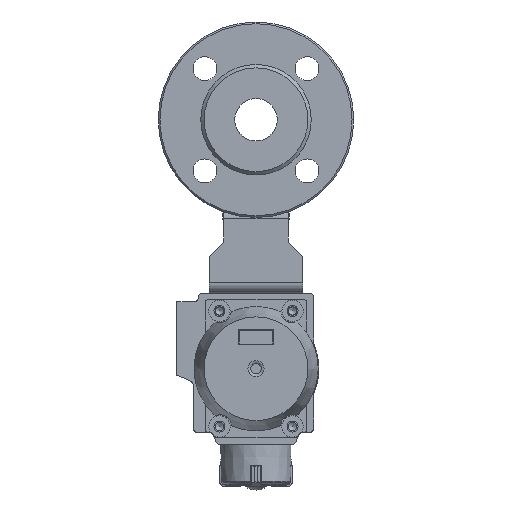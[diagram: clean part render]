
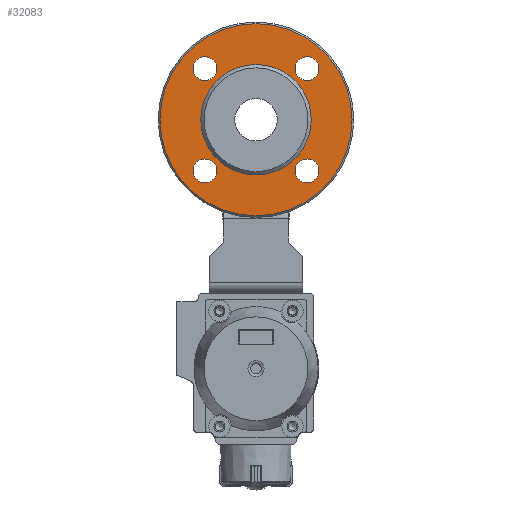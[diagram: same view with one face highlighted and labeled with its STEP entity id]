
A CAD part, front view. The second image highlights one B-rep face of the part: STEP entity #32083.
In plain terms, the highlighted planar face has unit normal (0, -1, 0).
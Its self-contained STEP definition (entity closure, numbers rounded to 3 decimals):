
#1253=CIRCLE('',#36808,56.5);
#1254=CIRCLE('',#36809,7.);
#1255=CIRCLE('',#36810,7.);
#1256=CIRCLE('',#36811,7.);
#1257=CIRCLE('',#36812,7.);
#1258=CIRCLE('',#36813,32.5);
#5847=ORIENTED_EDGE('',*,*,#14941,.T.);
#5848=ORIENTED_EDGE('',*,*,#14942,.F.);
#5849=ORIENTED_EDGE('',*,*,#14943,.F.);
#5850=ORIENTED_EDGE('',*,*,#14944,.F.);
#5851=ORIENTED_EDGE('',*,*,#14945,.F.);
#5852=ORIENTED_EDGE('',*,*,#14946,.T.);
#14941=EDGE_CURVE('',#19582,#19582,#1253,.T.);
#14942=EDGE_CURVE('',#19583,#19583,#1254,.T.);
#14943=EDGE_CURVE('',#19584,#19584,#1255,.T.);
#14944=EDGE_CURVE('',#19585,#19585,#1256,.T.);
#14945=EDGE_CURVE('',#19586,#19586,#1257,.T.);
#14946=EDGE_CURVE('',#19587,#19587,#1258,.T.);
#19582=VERTEX_POINT('',#50568);
#19583=VERTEX_POINT('',#50570);
#19584=VERTEX_POINT('',#50572);
#19585=VERTEX_POINT('',#50574);
#19586=VERTEX_POINT('',#50576);
#19587=VERTEX_POINT('',#50578);
#26397=EDGE_LOOP('',(#5847));
#26398=EDGE_LOOP('',(#5848));
#26399=EDGE_LOOP('',(#5849));
#26400=EDGE_LOOP('',(#5850));
#26401=EDGE_LOOP('',(#5851));
#26402=EDGE_LOOP('',(#5852));
#28924=FACE_BOUND('',#26397,.T.);
#28925=FACE_BOUND('',#26398,.T.);
#28926=FACE_BOUND('',#26399,.T.);
#28927=FACE_BOUND('',#26400,.T.);
#28928=FACE_BOUND('',#26401,.T.);
#28929=FACE_BOUND('',#26402,.T.);
#31315=PLANE('',#36807);
#32083=ADVANCED_FACE('',(#28924,#28925,#28926,#28927,#28928,#28929),#31315,
 .T.);
#36807=AXIS2_PLACEMENT_3D('',#50566,#41086,#41087);
#36808=AXIS2_PLACEMENT_3D('',#50567,#41088,#41089);
#36809=AXIS2_PLACEMENT_3D('',#50569,#41090,#41091);
#36810=AXIS2_PLACEMENT_3D('',#50571,#41092,#41093);
#36811=AXIS2_PLACEMENT_3D('',#50573,#41094,#41095);
#36812=AXIS2_PLACEMENT_3D('',#50575,#41096,#41097);
#36813=AXIS2_PLACEMENT_3D('',#50577,#41098,#41099);
#41086=DIRECTION('',(0.,-1.,0.));
#41087=DIRECTION('',(0.,0.,-1.));
#41088=DIRECTION('',(0.,-1.,0.));
#41089=DIRECTION('',(0.,0.,-1.));
#41090=DIRECTION('',(0.,-1.,0.));
#41091=DIRECTION('',(-1.,0.,0.));
#41092=DIRECTION('',(0.,-1.,0.));
#41093=DIRECTION('',(-1.,0.,0.));
#41094=DIRECTION('',(0.,-1.,0.));
#41095=DIRECTION('',(-1.,0.,0.));
#41096=DIRECTION('',(0.,-1.,0.));
#41097=DIRECTION('',(-1.,0.,0.));
#41098=DIRECTION('',(0.,1.,0.));
#41099=DIRECTION('',(1.,0.,0.));
#50566=CARTESIAN_POINT('',(0.,-60.5,0.));
#50567=CARTESIAN_POINT('',(0.,-60.5,0.));
#50568=CARTESIAN_POINT('',(0.,-60.5,-56.5));
#50569=CARTESIAN_POINT('',(30.052,-60.5,30.052));
#50570=CARTESIAN_POINT('',(23.052,-60.5,30.052));
#50571=CARTESIAN_POINT('',(-30.052,-60.5,30.052));
#50572=CARTESIAN_POINT('',(-37.052,-60.5,30.052));
#50573=CARTESIAN_POINT('',(-30.052,-60.5,-30.052));
#50574=CARTESIAN_POINT('',(-37.052,-60.5,-30.052));
#50575=CARTESIAN_POINT('',(30.052,-60.5,-30.052));
#50576=CARTESIAN_POINT('',(23.052,-60.5,-30.052));
#50577=CARTESIAN_POINT('',(0.,-60.5,0.));
#50578=CARTESIAN_POINT('',(32.5,-60.5,0.));
